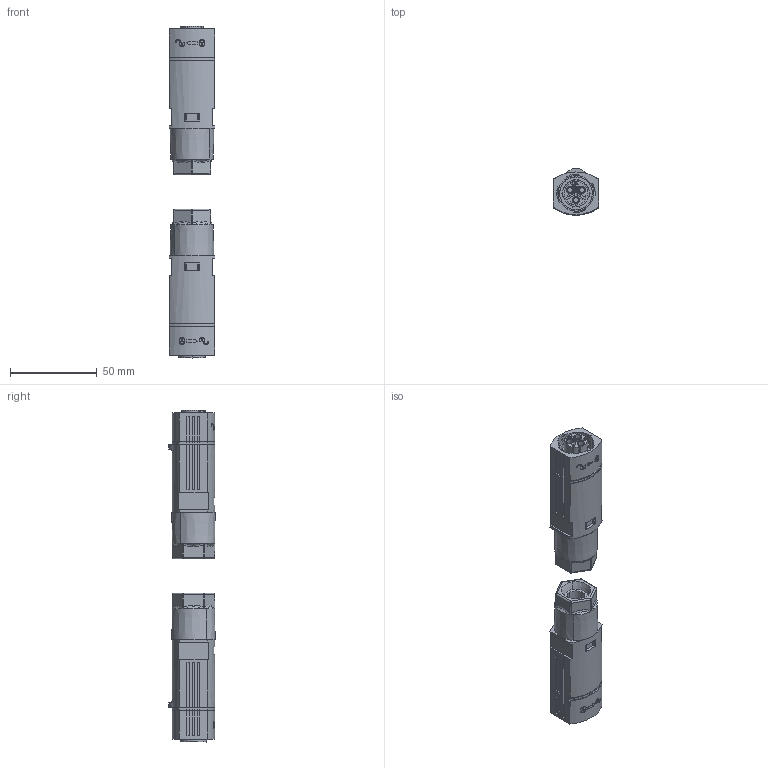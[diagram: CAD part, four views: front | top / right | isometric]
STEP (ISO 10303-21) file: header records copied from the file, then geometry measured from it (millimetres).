
FILE_DESCRIPTION(('Creo Elements/Direct Modeling STEP Export'),'2;1');
FILE_NAME('model.stp','2023-05-05T10:15:44',(''),(''),'Creo Elements/Direct Modeling STEP processor for AP214 (Solid Model)','Creo Elements/Direct Modeling 20.1D 10-Oct-2020 (C) Parametric Technology GmbH','');
FILE_SCHEMA(('AUTOMOTIVE_DESIGN { 1 0 10303 214 1 1 1 1 }'));
Length unit declared in the file: millimetre
Products named in the file (6): IPD_COVER_W26_GY-select; IPD_PL_3P2.5_M_GY_ASSY-SELECT; IPD_PL_3P2.5_M_GY-select; IPD_PL_3P2.5_F_GY_ASSY-select; IPD_PL_3P2.5_F_GY-select; IPD_PL_3P2.5_M_A..._F_PVC_GY-select
Assembly tree (6 placements, depth 3):
  IPD_PL_3P2.5_M_A..._F_PVC_GY-select
    IPD_PL_3P2.5_F_GY-select
      IPD_PL_3P2.5_F_GY_ASSY-select
      IPD_COVER_W26_GY-select
    IPD_PL_3P2.5_M_GY-select
      IPD_PL_3P2.5_M_GY_ASSY-SELECT
      IPD_COVER_W26_GY-select
Bounding box: 26.48 x 26.9 x 191.7 mm (x, y, z)
Volume: 66228.7 mm3; surface area: 39086.5 mm2
Topology: 4 solids, 4 shells, 925 faces, 2600 edges, 1727 vertices
Faces by surface type: plane 607, cone 137, cylinder 110, torus 31, extrusion 28, bspline 12
Entity records: 42233 total; most frequent: CARTESIAN_POINT 15266, ORIENTED_EDGE 4540, DIRECTION 3702, EDGE_CURVE 2270, VERTEX_POINT 1510, VECTOR 1334, LINE 1306, AXIS2_PLACEMENT_3D 1184
